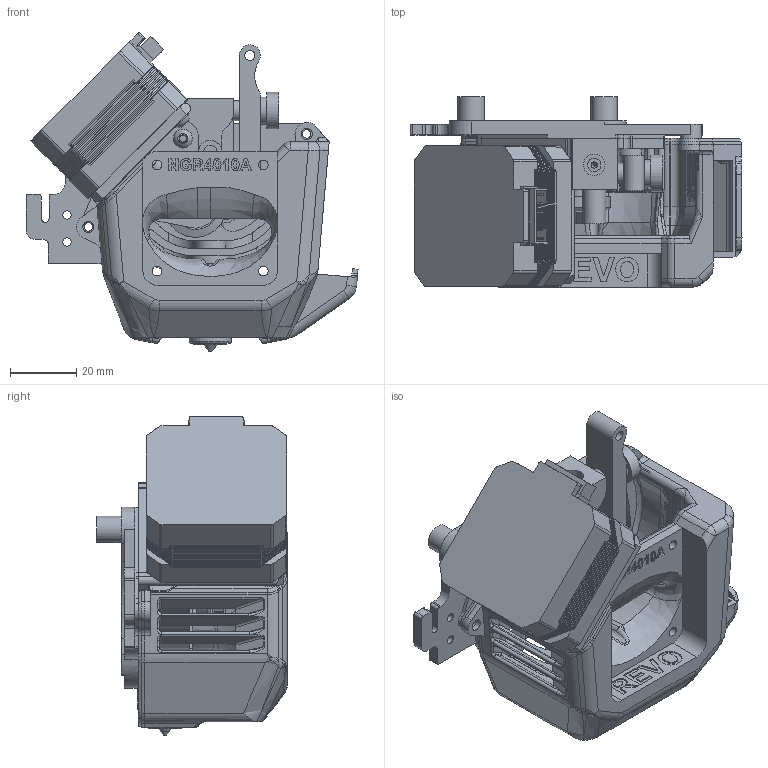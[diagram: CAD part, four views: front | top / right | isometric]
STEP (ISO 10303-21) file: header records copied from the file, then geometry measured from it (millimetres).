
FILE_DESCRIPTION(/* description */ (''),/* implementation_level */ '2;1');
FILE_NAME(/* name */ 'E5 NG REVO ASSEMBLY.step',/* time_stamp */ '2023-04-19T17:10:36-05:00',/* author */ (''),/* organization */ (''),/* preprocessor_version */ 'ST-DEVELOPER v19.2',/* originating_system */ 'Autodesk Translation Framework v12.4.0.73',/* authorisation */ '');
FILE_SCHEMA (('AUTOMOTIVE_DESIGN { 1 0 10303 214 3 1 1 }'));
Products named in the file (13): Simplified NG CR10/E3 for STEP Export; Adaption Plate - Ender 5; LDO Stepper Motor; M3 Button Head Screw (2); M3 Button Head Screw (1); M3 Button Head Screw; M3 Button Head Screw for Motor (2); M3 Button Head Screw for Motor (1); M3 Button Head Screw for Motor; Shoulder Screw - Lever; Micro Swiss NG Extruder; REVO HotEnd; FanShroud_REVO_NGR4010A v14
Assembly tree (12 placements, depth 2):
  Simplified NG CR10/E3 for STEP Export
    Adaption Plate - Ender 5
    LDO Stepper Motor
    M3 Button Head Screw (2)
    M3 Button Head Screw (1)
    M3 Button Head Screw
    M3 Button Head Screw for Motor (2)
    M3 Button Head Screw for Motor (1)
    M3 Button Head Screw for Motor
    Shoulder Screw - Lever
    Micro Swiss NG Extruder
    REVO HotEnd
    FanShroud_REVO_NGR4010A v14
Bounding box: 99.98 x 57.38 x 96.32 mm (x, y, z)
Volume: 124908.9 mm3; surface area: 127366.7 mm2
Topology: 33 solids, 34 shells, 2303 faces, 5851 edges, 3645 vertices
Faces by surface type: cylinder 864, plane 780, bspline 353, torus 187, cone 107, sphere 12
Full cylindrical faces by diameter (mm): 1.9 x1, 2 x1, 2.1 x4, 2.159 x1, 2.35 x66, 2.45 x1, 2.54 x15, 2.9 x4, 3 x63, 3.048 x1, 3.175 x3, 3.4 x2, 4 x5, 4.343 x2, 5 x1, 5.7 x6, 6 x2, 6.477 x1, 6.484 x1, 6.493 x1, 6.9 x2, 7.264 x1, 7.5 x2, 8 x1, 8.001 x2, 8.1 x2, 8.2 x1, 8.382 x1, 10 x1, 11 x1
Entity records: 93949 total; most frequent: CARTESIAN_POINT 39736, ORIENTED_EDGE 11658, DIRECTION 10579, EDGE_CURVE 5829, AXIS2_PLACEMENT_3D 3891, VERTEX_POINT 3645, LINE 2797, VECTOR 2797
